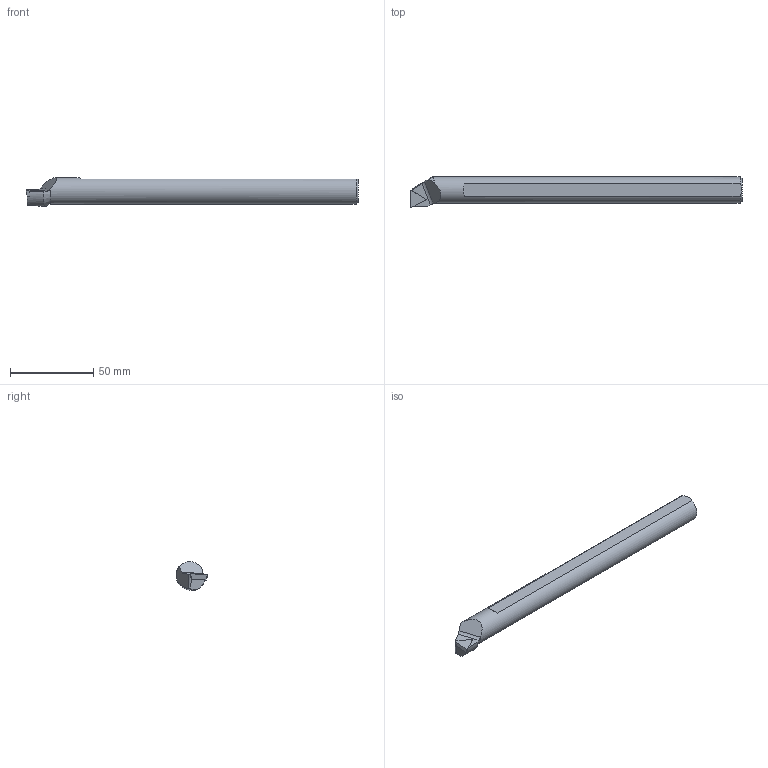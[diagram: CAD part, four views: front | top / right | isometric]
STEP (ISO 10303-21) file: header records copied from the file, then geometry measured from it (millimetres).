
FILE_DESCRIPTION(/* description */ (''),/* implementation_level */ '2;1');
FILE_NAME(/* name */ 'E16R-STUPR-1103.stp',/* time_stamp */ '2023-10-20T09:37:19+03:00',/* author */ (''),/* organization */ (''),/* preprocessor_version */ 'ST-DEVELOPER v19.4',/* originating_system */ 'SIEMENS PLM Software NX2306.3001',/* authorisation */ '');
FILE_SCHEMA (('AUTOMOTIVE_DESIGN { 1 0 10303 214 3 1 1 1 }'));
Length unit declared in the file: millimetre
Products named in the file (1): model1_objects
Bounding box: 199.96 x 18.85 x 17.24 mm (x, y, z)
Volume: 37930.9 mm3; surface area: 10318.7 mm2
Topology: 2 solids, 2 shells, 26 faces, 68 edges, 43 vertices
Faces by surface type: plane 15, cylinder 6, cone 5
Full cylindrical faces by diameter (mm): 16 x1
Entity records: 874 total; most frequent: CARTESIAN_POINT 166, DIRECTION 131, ORIENTED_EDGE 122, EDGE_CURVE 61, AXIS2_PLACEMENT_3D 49, VERTEX_POINT 41, LINE 33, VECTOR 33
